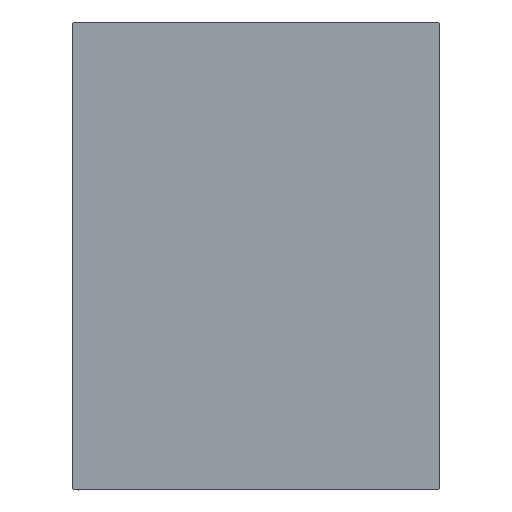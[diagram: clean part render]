
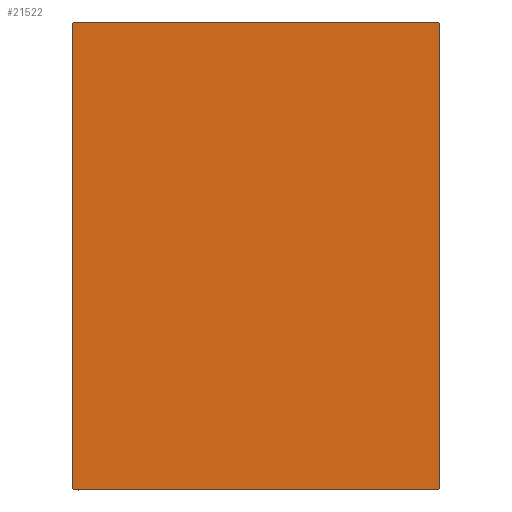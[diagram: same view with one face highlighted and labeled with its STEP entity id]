
A CAD part, left-side view. The second image highlights one B-rep face of the part: STEP entity #21522.
In plain terms, the highlighted face is planar.
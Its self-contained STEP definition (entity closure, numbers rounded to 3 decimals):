
#178 = CARTESIAN_POINT ( 'NONE',  ( 173., 55., 70. ) ) ;
#592 = VECTOR ( 'NONE', #6755, 1000. ) ;
#1160 = LINE ( 'NONE', #7950, #8601 ) ;
#1419 = FACE_OUTER_BOUND ( 'NONE', #40050, .T. ) ;
#1661 = EDGE_CURVE ( 'NONE', #25835, #20551, #34162, .T. ) ;
#2480 = EDGE_CURVE ( 'NONE', #20551, #29871, #33697, .T. ) ;
#3377 = VECTOR ( 'NONE', #20375, 1000. ) ;
#3787 = ORIENTED_EDGE ( 'NONE', *, *, #1661, .T. ) ;
#3944 = ORIENTED_EDGE ( 'NONE', *, *, #2480, .T. ) ;
#4394 = AXIS2_PLACEMENT_3D ( 'NONE', #20920, #21141, #14787 ) ;
#4744 = VECTOR ( 'NONE', #17299, 1000. ) ;
#4798 = ORIENTED_EDGE ( 'NONE', *, *, #12870, .T. ) ;
#4841 = CARTESIAN_POINT ( 'NONE',  ( 173., -62.35, -62.35 ) ) ;
#6755 = DIRECTION ( 'NONE',  ( 0., -1., 0. ) ) ;
#6965 = LINE ( 'NONE', #43333, #28714 ) ;
#7950 = CARTESIAN_POINT ( 'NONE',  ( 173., 55., -70. ) ) ;
#8601 = VECTOR ( 'NONE', #37965, 1000. ) ;
#9807 = CARTESIAN_POINT ( 'NONE',  ( 173., -55., -69.7 ) ) ;
#9866 = CARTESIAN_POINT ( 'NONE',  ( 173., -55., -70. ) ) ;
#11424 = ORIENTED_EDGE ( 'NONE', *, *, #22518, .T. ) ;
#12778 = CARTESIAN_POINT ( 'NONE',  ( 173., 54.7, -70. ) ) ;
#12870 = EDGE_CURVE ( 'NONE', #21671, #34852, #25344, .T. ) ;
#14355 = PLANE ( 'NONE',  #4394 ) ;
#14787 = DIRECTION ( 'NONE',  ( 0., 0., -1. ) ) ;
#15051 = CARTESIAN_POINT ( 'NONE',  ( 173., 62.35, -62.35 ) ) ;
#15875 = VERTEX_POINT ( 'NONE', #29921 ) ;
#17107 = DIRECTION ( 'NONE',  ( 0., -0.707, -0.707 ) ) ;
#17299 = DIRECTION ( 'NONE',  ( 0., 1., 0. ) ) ;
#17302 = CARTESIAN_POINT ( 'NONE',  ( 173., 62.35, 62.35 ) ) ;
#17408 = CARTESIAN_POINT ( 'NONE',  ( 173., 55., 69.7 ) ) ;
#17756 = CARTESIAN_POINT ( 'NONE',  ( 173., -62.35, 62.35 ) ) ;
#20375 = DIRECTION ( 'NONE',  ( 0., -0.707, 0.707 ) ) ;
#20491 = CARTESIAN_POINT ( 'NONE',  ( 173., -54.7, 70. ) ) ;
#20551 = VERTEX_POINT ( 'NONE', #35191 ) ;
#20920 = CARTESIAN_POINT ( 'NONE',  ( 173., 0., 0. ) ) ;
#21035 = LINE ( 'NONE', #17756, #23281 ) ;
#21141 = DIRECTION ( 'NONE',  ( 1., 0., 0. ) ) ;
#21522 = ADVANCED_FACE ( 'NONE', ( #1419 ), #14355, .T. ) ;
#21671 = VERTEX_POINT ( 'NONE', #12778 ) ;
#22033 = EDGE_CURVE ( 'NONE', #29871, #15875, #21035, .T. ) ;
#22518 = EDGE_CURVE ( 'NONE', #34852, #25835, #1160, .T. ) ;
#23229 = LINE ( 'NONE', #9866, #4744 ) ;
#23281 = VECTOR ( 'NONE', #17107, 1000. ) ;
#23500 = VECTOR ( 'NONE', #31699, 1000. ) ;
#24218 = EDGE_CURVE ( 'NONE', #34094, #21671, #23229, .T. ) ;
#25344 = LINE ( 'NONE', #15051, #23500 ) ;
#25835 = VERTEX_POINT ( 'NONE', #17408 ) ;
#26016 = ORIENTED_EDGE ( 'NONE', *, *, #36261, .T. ) ;
#26124 = ORIENTED_EDGE ( 'NONE', *, *, #22033, .T. ) ;
#28714 = VECTOR ( 'NONE', #32809, 1000. ) ;
#29871 = VERTEX_POINT ( 'NONE', #20491 ) ;
#29921 = CARTESIAN_POINT ( 'NONE',  ( 173., -55., 69.7 ) ) ;
#31699 = DIRECTION ( 'NONE',  ( 0., 0.707, 0.707 ) ) ;
#32753 = ORIENTED_EDGE ( 'NONE', *, *, #42740, .T. ) ;
#32809 = DIRECTION ( 'NONE',  ( 0., 0., -1. ) ) ;
#33697 = LINE ( 'NONE', #178, #592 ) ;
#34094 = VERTEX_POINT ( 'NONE', #34469 ) ;
#34162 = LINE ( 'NONE', #17302, #3377 ) ;
#34208 = DIRECTION ( 'NONE',  ( 0., 0.707, -0.707 ) ) ;
#34469 = CARTESIAN_POINT ( 'NONE',  ( 173., -54.7, -70. ) ) ;
#34646 = VECTOR ( 'NONE', #34208, 1000. ) ;
#34852 = VERTEX_POINT ( 'NONE', #35582 ) ;
#34858 = LINE ( 'NONE', #4841, #34646 ) ;
#35191 = CARTESIAN_POINT ( 'NONE',  ( 173., 54.7, 70. ) ) ;
#35582 = CARTESIAN_POINT ( 'NONE',  ( 173., 55., -69.7 ) ) ;
#35897 = VERTEX_POINT ( 'NONE', #9807 ) ;
#36261 = EDGE_CURVE ( 'NONE', #35897, #34094, #34858, .T. ) ;
#37965 = DIRECTION ( 'NONE',  ( 0., 0., 1. ) ) ;
#38161 = ORIENTED_EDGE ( 'NONE', *, *, #24218, .T. ) ;
#40050 = EDGE_LOOP ( 'NONE', ( #38161, #4798, #11424, #3787, #3944, #26124, #32753, #26016 ) ) ;
#42740 = EDGE_CURVE ( 'NONE', #15875, #35897, #6965, .T. ) ;
#43333 = CARTESIAN_POINT ( 'NONE',  ( 173., -55., 70. ) ) ;
